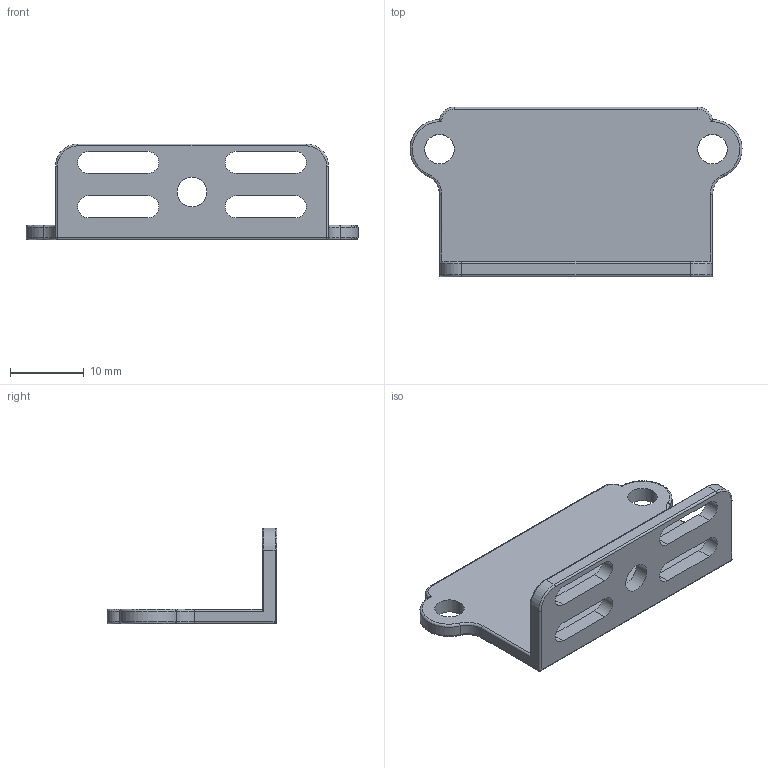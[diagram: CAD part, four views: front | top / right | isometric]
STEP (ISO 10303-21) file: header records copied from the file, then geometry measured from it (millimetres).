
FILE_DESCRIPTION(('CATIA V5 STEP Exchange'),'2;1');
FILE_NAME('IR Sharp Bracket.stp','2017-04-03T01:53:49+00:00',('none'),('none'),'CATIA Version 5 Release 21 GA (IN-10)','CATIA V5 STEP AP203','none');
FILE_SCHEMA(('CONFIG_CONTROL_DESIGN'));
Length unit declared in the file: millimetre
Products named in the file (1): IR Sharp_Bracket
Bounding box: 44.99 x 23 x 13 mm (x, y, z)
Volume: 2278.9 mm3; surface area: 2814.7 mm2
Topology: 1 solids, 1 shells, 69 faces, 173 edges, 104 vertices
Faces by surface type: cylinder 35, plane 16, torus 16, bspline 2
Entity records: 2634 total; most frequent: CARTESIAN_POINT 998, ORIENTED_EDGE 342, DIRECTION 281, EDGE_CURVE 171, AXIS2_PLACEMENT_3D 145, VERTEX_POINT 104, CIRCLE 84, EDGE_LOOP 83
